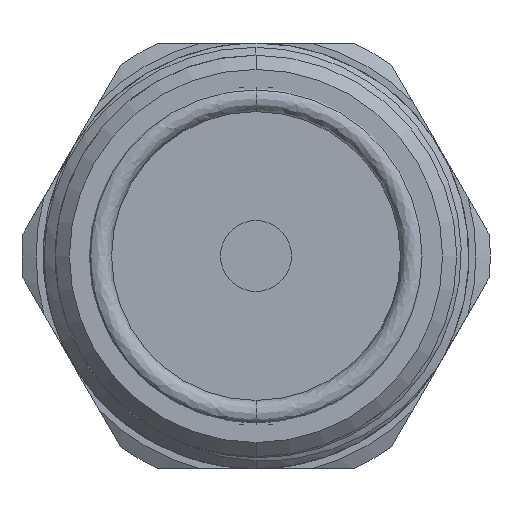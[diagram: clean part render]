
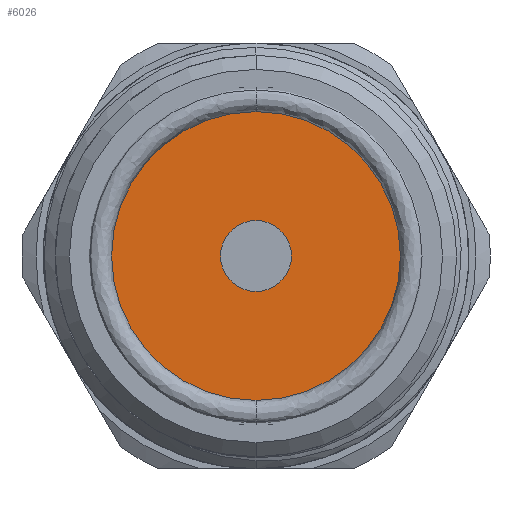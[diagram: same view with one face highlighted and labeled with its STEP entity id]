
A CAD part, front view. The second image highlights one B-rep face of the part: STEP entity #6026.
In plain terms, the highlighted planar face has unit normal (0, -1, 0).
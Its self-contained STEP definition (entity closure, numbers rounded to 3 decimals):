
#252 = FACE_BOUND ( 'NONE', #5467, .T. ) ;
#385 = CARTESIAN_POINT ( 'NONE',  ( 0., -5.6, 0. ) ) ;
#501 = EDGE_LOOP ( 'NONE', ( #4226, #4928 ) ) ;
#513 = CARTESIAN_POINT ( 'NONE',  ( 2.5, -5.6, 0. ) ) ;
#629 = CARTESIAN_POINT ( 'NONE',  ( 0., -5.6, -2.5 ) ) ;
#775 = DIRECTION ( 'NONE',  ( 0., -1., 0. ) ) ;
#956 = DIRECTION ( 'NONE',  ( 0., 0., -1. ) ) ;
#970 = CIRCLE ( 'NONE', #2729, 11.7 ) ;
#1093 = DIRECTION ( 'NONE',  ( 0., 1., 0. ) ) ;
#1207 = EDGE_CURVE ( 'NONE', #4702, #1815, #6575, .T. ) ;
#1246 = CARTESIAN_POINT ( 'NONE',  ( 0., -5.6, 11.7 ) ) ;
#1481 = CARTESIAN_POINT ( 'NONE',  ( 0., -5.6, 0. ) ) ;
#1765 = ORIENTED_EDGE ( 'NONE', *, *, #3233, .F. ) ;
#1815 = VERTEX_POINT ( 'NONE', #5209 ) ;
#1885 = EDGE_CURVE ( 'NONE', #5337, #6534, #4984, .T. ) ;
#2053 = DIRECTION ( 'NONE',  ( 0., 0., -1. ) ) ;
#2058 = ORIENTED_EDGE ( 'NONE', *, *, #1207, .F. ) ;
#2239 = DIRECTION ( 'NONE',  ( 0., -1., 0. ) ) ;
#2729 = AXIS2_PLACEMENT_3D ( 'NONE', #385, #4328, #956 ) ;
#2923 = AXIS2_PLACEMENT_3D ( 'NONE', #4153, #775, #4719 ) ;
#3130 = CARTESIAN_POINT ( 'NONE',  ( 0., -5.6, -11.7 ) ) ;
#3233 = EDGE_CURVE ( 'NONE', #1815, #4702, #6010, .T. ) ;
#3795 = AXIS2_PLACEMENT_3D ( 'NONE', #513, #1093, #5053 ) ;
#4153 = CARTESIAN_POINT ( 'NONE',  ( 0., -5.6, 0. ) ) ;
#4226 = ORIENTED_EDGE ( 'NONE', *, *, #4852, .T. ) ;
#4328 = DIRECTION ( 'NONE',  ( 0., -1., 0. ) ) ;
#4443 = PLANE ( 'NONE',  #3795 ) ;
#4702 = VERTEX_POINT ( 'NONE', #629 ) ;
#4719 = DIRECTION ( 'NONE',  ( 0., 0., -1. ) ) ;
#4852 = EDGE_CURVE ( 'NONE', #6534, #5337, #970, .T. ) ;
#4928 = ORIENTED_EDGE ( 'NONE', *, *, #1885, .T. ) ;
#4984 = CIRCLE ( 'NONE', #2923, 11.7 ) ;
#5053 = DIRECTION ( 'NONE',  ( 0., 0., 1. ) ) ;
#5209 = CARTESIAN_POINT ( 'NONE',  ( 0., -5.6, 2.5 ) ) ;
#5337 = VERTEX_POINT ( 'NONE', #3130 ) ;
#5437 = DIRECTION ( 'NONE',  ( 0., -1., 0. ) ) ;
#5467 = EDGE_LOOP ( 'NONE', ( #2058, #1765 ) ) ;
#5611 = CARTESIAN_POINT ( 'NONE',  ( 0., -5.6, 0. ) ) ;
#6010 = CIRCLE ( 'NONE', #6385, 2.5 ) ;
#6026 = ADVANCED_FACE ( 'NONE', ( #252, #6083 ), #4443, .F. ) ;
#6083 = FACE_OUTER_BOUND ( 'NONE', #501, .T. ) ;
#6204 = DIRECTION ( 'NONE',  ( 0., 0., -1. ) ) ;
#6385 = AXIS2_PLACEMENT_3D ( 'NONE', #1481, #5437, #2053 ) ;
#6504 = AXIS2_PLACEMENT_3D ( 'NONE', #5611, #2239, #6204 ) ;
#6534 = VERTEX_POINT ( 'NONE', #1246 ) ;
#6575 = CIRCLE ( 'NONE', #6504, 2.5 ) ;
